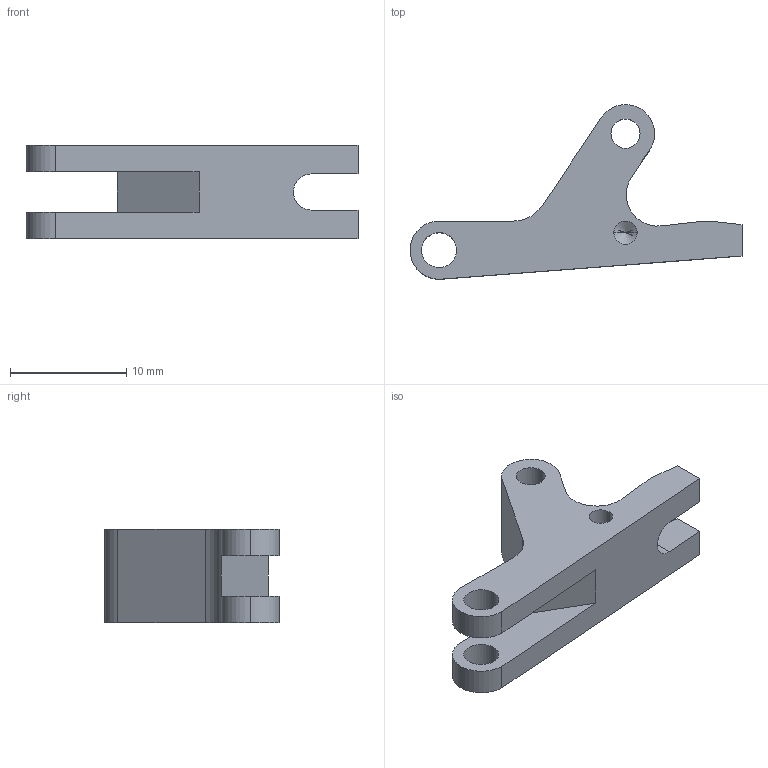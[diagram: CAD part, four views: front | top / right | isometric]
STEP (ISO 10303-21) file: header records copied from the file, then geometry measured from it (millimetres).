
FILE_DESCRIPTION (( 'STEP AP214' ), '1' );
FILE_NAME ('pivot.STEP', '2023-06-08T04:53:13', ( '' ), ( '' ), 'SwSTEP 2.0', 'SolidWorks 2022', '' );
FILE_SCHEMA (( 'AUTOMOTIVE_DESIGN' ));
Length unit declared in the file: millimetre
Products named in the file (1): pivot
Bounding box: 28.5 x 15 x 8 mm (x, y, z)
Volume: 1055.3 mm3; surface area: 1110.1 mm2
Topology: 1 solids, 1 shells, 37 faces, 104 edges, 69 vertices
Faces by surface type: cylinder 19, plane 16, cone 2
Entity records: 1277 total; most frequent: CARTESIAN_POINT 236, DIRECTION 211, ORIENTED_EDGE 202, EDGE_CURVE 101, AXIS2_PLACEMENT_3D 74, VERTEX_POINT 67, VECTOR 63, LINE 63
